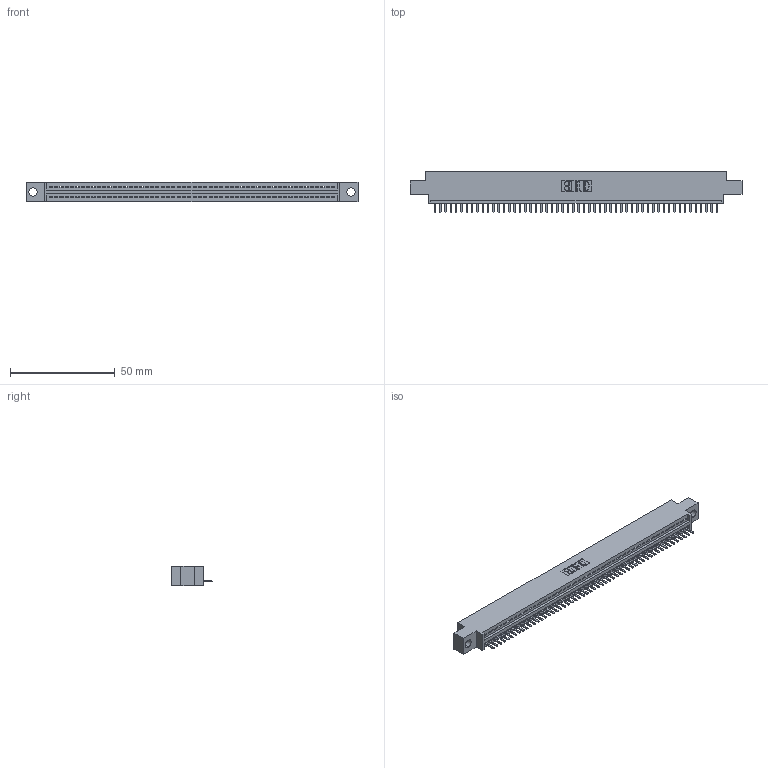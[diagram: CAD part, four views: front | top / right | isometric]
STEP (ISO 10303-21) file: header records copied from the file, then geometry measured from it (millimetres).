
FILE_DESCRIPTION (( 'STEP AP203' ), '1' );
FILE_NAME ('345-054-520-604.STEP', '2018-09-23T20:28:47', ( '' ), ( '' ), 'SwSTEP 2.0', 'SolidWorks 2016', '' );
FILE_SCHEMA (( 'CONFIG_CONTROL_DESIGN' ));
Length unit declared in the file: inch
Products named in the file (3): 345 Part_0.170 Offset - 0.156 Dia-TH; 345-292-001_345-293-120; 345-054-520-604
Assembly tree (55 placements, depth 2):
  345-054-520-604
    345 Part_0.170 Offset - 0.156 Dia-TH
    345-292-001_345-293-120  x54
Bounding box: 158.37 x 19.68 x 9.4 mm (x, y, z)
Volume: 14783.8 mm3; surface area: 19236.5 mm2
Topology: 55 solids, 55 shells, 3478 faces, 10289 edges, 6714 vertices
Faces by surface type: plane 2352, cylinder 1126
Entity records: 39275 total; most frequent: CARTESIAN_POINT 6822, ORIENTED_EDGE 6798, DIRECTION 5927, EDGE_CURVE 3399, LINE 3047, VECTOR 3047, VERTEX_POINT 2262, AXIS2_PLACEMENT_3D 1440
